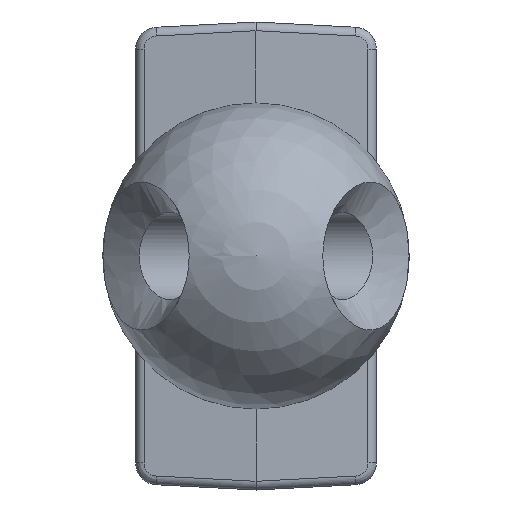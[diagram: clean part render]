
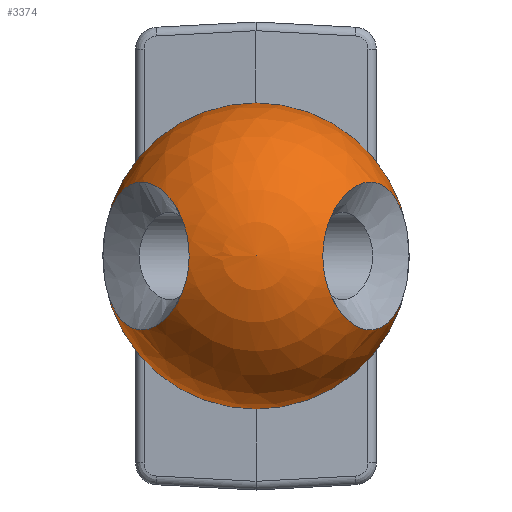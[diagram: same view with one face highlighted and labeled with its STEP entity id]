
A CAD part, left-side view. The second image highlights one B-rep face of the part: STEP entity #3374.
In plain terms, the highlighted spherical face has radius 3.5 mm.
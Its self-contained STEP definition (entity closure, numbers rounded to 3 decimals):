
#14=SPHERICAL_SURFACE('',#3579,3.5);
#23=FACE_BOUND('',#500,.T.);
#80=CIRCLE('',#3570,3.5);
#81=CIRCLE('',#3571,3.5);
#82=CIRCLE('',#3580,3.5);
#83=CIRCLE('',#3581,3.5);
#322=FACE_OUTER_BOUND('',#499,.T.);
#499=EDGE_LOOP('',(#2908,#2909,#2910,#2911,#2912,#2913,#2914,#2915));
#500=EDGE_LOOP('',(#2916));
#578=B_SPLINE_CURVE_WITH_KNOTS('',3,(#6304,#6305,#6306,#6307,#6308,#6309,
#6310,#6311,#6312,#6313,#6314,#6315,#6316,#6317,#6318,#6319,#6320,#6321,
#6322,#6323,#6324,#6325,#6326,#6327,#6328,#6329,#6330,#6331,#6332,#6333,
#6334,#6335),.UNSPECIFIED.,.T.,.F.,(4,2,2,2,2,2,2,2,1,1,1,2,2,2,1,2,2,4),
(-0.658,-0.621,-0.584,-0.54,
-0.496,-0.45,-0.405,-0.367,
-0.339,-0.31,-0.289,-0.254,
-0.208,-0.162,-0.118,-0.075,
-0.037,0.),.UNSPECIFIED.);
#581=B_SPLINE_CURVE_WITH_KNOTS('',3,(#6379,#6380,#6381,#6382,#6383,#6384,
#6385,#6386,#6387,#6388,#6389,#6390,#6391,#6392,#6393,#6394,#6395,#6396),
 .UNSPECIFIED.,.F.,.F.,(4,2,2,2,2,2,2,2,4),(-0.329,-0.291,
-0.254,-0.208,-0.162,-0.118,
-0.075,-0.037,0.),.UNSPECIFIED.);
#582=B_SPLINE_CURVE_WITH_KNOTS('',3,(#6399,#6400,#6401,#6402,#6403,#6404,
#6405,#6406,#6407,#6408,#6409,#6410,#6411,#6412,#6413,#6414,#6415),
 .UNSPECIFIED.,.F.,.F.,(4,2,2,2,2,2,2,1,4),(-0.658,-0.621,
-0.584,-0.54,-0.496,-0.45,
-0.405,-0.367,-0.329),.UNSPECIFIED.);
#1527=VERTEX_POINT('',#6121);
#1528=VERTEX_POINT('',#6122);
#1529=VERTEX_POINT('',#6264);
#1534=VERTEX_POINT('',#6376);
#1535=VERTEX_POINT('',#6378);
#1536=VERTEX_POINT('',#6397);
#1984=EDGE_CURVE('',#1527,#1528,#80,.T.);
#1986=EDGE_CURVE('',#1528,#1527,#81,.T.);
#1994=EDGE_CURVE('',#1529,#1529,#578,.T.);
#1998=EDGE_CURVE('',#1528,#1534,#82,.T.);
#1999=EDGE_CURVE('',#1535,#1534,#581,.T.);
#2000=EDGE_CURVE('',#1535,#1536,#83,.T.);
#2001=EDGE_CURVE('',#1534,#1535,#582,.T.);
#2908=ORIENTED_EDGE('',*,*,#1984,.T.);
#2909=ORIENTED_EDGE('',*,*,#1998,.T.);
#2910=ORIENTED_EDGE('',*,*,#1999,.F.);
#2911=ORIENTED_EDGE('',*,*,#2000,.T.);
#2912=ORIENTED_EDGE('',*,*,#2000,.F.);
#2913=ORIENTED_EDGE('',*,*,#2001,.F.);
#2914=ORIENTED_EDGE('',*,*,#1998,.F.);
#2915=ORIENTED_EDGE('',*,*,#1986,.T.);
#2916=ORIENTED_EDGE('',*,*,#1994,.F.);
#3374=ADVANCED_FACE('',(#322,#23),#14,.T.);
#3570=AXIS2_PLACEMENT_3D('',#6123,#4249,#4250);
#3571=AXIS2_PLACEMENT_3D('',#6125,#4252,#4253);
#3579=AXIS2_PLACEMENT_3D('',#6375,#4274,#4275);
#3580=AXIS2_PLACEMENT_3D('',#6377,#4276,#4277);
#3581=AXIS2_PLACEMENT_3D('',#6398,#4278,#4279);
#4249=DIRECTION('center_axis',(-1.,0.,0.));
#4250=DIRECTION('ref_axis',(0.,0.,1.));
#4252=DIRECTION('center_axis',(-1.,0.,0.));
#4253=DIRECTION('ref_axis',(0.,0.,1.));
#4274=DIRECTION('center_axis',(1.,0.,0.));
#4275=DIRECTION('ref_axis',(0.,-1.,0.));
#4276=DIRECTION('center_axis',(0.,0.,
1.));
#4277=DIRECTION('ref_axis',(0.,1.,0.));
#4278=DIRECTION('center_axis',(0.,0.,
1.));
#4279=DIRECTION('ref_axis',(0.,1.,0.));
#6121=CARTESIAN_POINT('',(-5.6,0.,-3.5));
#6122=CARTESIAN_POINT('',(-5.6,3.5,0.));
#6123=CARTESIAN_POINT('Origin',(-5.6,0.,0.));
#6125=CARTESIAN_POINT('Origin',(-5.6,0.,0.));
#6264=CARTESIAN_POINT('',(-5.604,-3.5,0.));
#6304=CARTESIAN_POINT('Ctrl Pts',(-5.604,-3.5,0.));
#6305=CARTESIAN_POINT('Ctrl Pts',(-5.604,-3.5,0.222));
#6306=CARTESIAN_POINT('Ctrl Pts',(-5.649,-3.477,0.457));
#6307=CARTESIAN_POINT('Ctrl Pts',(-5.819,-3.389,0.876));
#6308=CARTESIAN_POINT('Ctrl Pts',(-5.942,-3.325,1.059));
#6309=CARTESIAN_POINT('Ctrl Pts',(-6.231,-3.171,1.363));
#6310=CARTESIAN_POINT('Ctrl Pts',(-6.42,-3.068,1.492));
#6311=CARTESIAN_POINT('Ctrl Pts',(-6.812,-2.846,1.656));
#6312=CARTESIAN_POINT('Ctrl Pts',(-7.015,-2.726,1.692));
#6313=CARTESIAN_POINT('Ctrl Pts',(-7.392,-2.496,1.692));
#6314=CARTESIAN_POINT('Ctrl Pts',(-7.594,-2.367,1.653));
#6315=CARTESIAN_POINT('Ctrl Pts',(-7.971,-2.114,1.49));
#6316=CARTESIAN_POINT('Ctrl Pts',(-8.146,-1.989,1.366));
#6317=CARTESIAN_POINT('Ctrl Pts',(-8.414,-1.792,1.078));
#6318=CARTESIAN_POINT('Ctrl Pts',(-8.53,-1.702,0.906));
#6319=CARTESIAN_POINT('Ctrl Pts',(-8.678,-1.586,0.54));
#6320=CARTESIAN_POINT('Ctrl Pts',(-8.766,-1.515,0.185));
#6321=CARTESIAN_POINT('Ctrl Pts',(-8.741,-1.535,-0.323));
#6322=CARTESIAN_POINT('Ctrl Pts',(-8.582,-1.663,-0.833));
#6323=CARTESIAN_POINT('Ctrl Pts',(-8.406,-1.798,-1.085));
#6324=CARTESIAN_POINT('Ctrl Pts',(-8.146,-1.99,-1.366));
#6325=CARTESIAN_POINT('Ctrl Pts',(-7.971,-2.114,-1.49));
#6326=CARTESIAN_POINT('Ctrl Pts',(-7.594,-2.367,-1.652));
#6327=CARTESIAN_POINT('Ctrl Pts',(-7.392,-2.496,-1.692));
#6328=CARTESIAN_POINT('Ctrl Pts',(-7.015,-2.726,-1.692));
#6329=CARTESIAN_POINT('Ctrl Pts',(-6.609,-2.964,-1.62));
#6330=CARTESIAN_POINT('Ctrl Pts',(-6.231,-3.171,-1.363));
#6331=CARTESIAN_POINT('Ctrl Pts',(-5.942,-3.325,-1.059));
#6332=CARTESIAN_POINT('Ctrl Pts',(-5.819,-3.389,-0.876));
#6333=CARTESIAN_POINT('Ctrl Pts',(-5.649,-3.477,-0.457));
#6334=CARTESIAN_POINT('Ctrl Pts',(-5.604,-3.5,-0.222));
#6335=CARTESIAN_POINT('Ctrl Pts',(-5.604,-3.5,0.));
#6375=CARTESIAN_POINT('Origin',(-5.6,0.,0.));
#6376=CARTESIAN_POINT('',(-5.604,3.5,0.));
#6377=CARTESIAN_POINT('Origin',(-5.6,0.,0.));
#6378=CARTESIAN_POINT('',(-8.749,1.529,0.));
#6379=CARTESIAN_POINT('Ctrl Pts',(-8.749,1.529,0.));
#6380=CARTESIAN_POINT('Ctrl Pts',(-8.749,1.529,0.241));
#6381=CARTESIAN_POINT('Ctrl Pts',(-8.7,1.569,0.488));
#6382=CARTESIAN_POINT('Ctrl Pts',(-8.53,1.702,0.906));
#6383=CARTESIAN_POINT('Ctrl Pts',(-8.414,1.792,1.078));
#6384=CARTESIAN_POINT('Ctrl Pts',(-8.146,1.989,1.366));
#6385=CARTESIAN_POINT('Ctrl Pts',(-7.971,2.114,1.49));
#6386=CARTESIAN_POINT('Ctrl Pts',(-7.594,2.367,1.653));
#6387=CARTESIAN_POINT('Ctrl Pts',(-7.392,2.496,1.692));
#6388=CARTESIAN_POINT('Ctrl Pts',(-7.015,2.726,1.692));
#6389=CARTESIAN_POINT('Ctrl Pts',(-6.812,2.846,1.656));
#6390=CARTESIAN_POINT('Ctrl Pts',(-6.42,3.068,1.492));
#6391=CARTESIAN_POINT('Ctrl Pts',(-6.231,3.171,1.363));
#6392=CARTESIAN_POINT('Ctrl Pts',(-5.942,3.325,1.059));
#6393=CARTESIAN_POINT('Ctrl Pts',(-5.819,3.389,0.876));
#6394=CARTESIAN_POINT('Ctrl Pts',(-5.649,3.477,0.457));
#6395=CARTESIAN_POINT('Ctrl Pts',(-5.604,3.5,0.222));
#6396=CARTESIAN_POINT('Ctrl Pts',(-5.604,3.5,0.));
#6397=CARTESIAN_POINT('',(-9.1,0.,0.));
#6398=CARTESIAN_POINT('Origin',(-5.6,0.,0.));
#6399=CARTESIAN_POINT('Ctrl Pts',(-5.604,3.5,0.));
#6400=CARTESIAN_POINT('Ctrl Pts',(-5.604,3.5,-0.222));
#6401=CARTESIAN_POINT('Ctrl Pts',(-5.649,3.477,-0.457));
#6402=CARTESIAN_POINT('Ctrl Pts',(-5.819,3.389,-0.876));
#6403=CARTESIAN_POINT('Ctrl Pts',(-5.942,3.325,-1.059));
#6404=CARTESIAN_POINT('Ctrl Pts',(-6.231,3.171,-1.363));
#6405=CARTESIAN_POINT('Ctrl Pts',(-6.42,3.068,-1.492));
#6406=CARTESIAN_POINT('Ctrl Pts',(-6.812,2.846,-1.656));
#6407=CARTESIAN_POINT('Ctrl Pts',(-7.015,2.726,-1.692));
#6408=CARTESIAN_POINT('Ctrl Pts',(-7.392,2.496,-1.692));
#6409=CARTESIAN_POINT('Ctrl Pts',(-7.594,2.367,-1.653));
#6410=CARTESIAN_POINT('Ctrl Pts',(-7.97,2.114,-1.49));
#6411=CARTESIAN_POINT('Ctrl Pts',(-8.146,1.99,-1.366));
#6412=CARTESIAN_POINT('Ctrl Pts',(-8.413,1.793,-1.078));
#6413=CARTESIAN_POINT('Ctrl Pts',(-8.648,1.612,-0.734));
#6414=CARTESIAN_POINT('Ctrl Pts',(-8.749,1.529,-0.241));
#6415=CARTESIAN_POINT('Ctrl Pts',(-8.749,1.529,0.));
